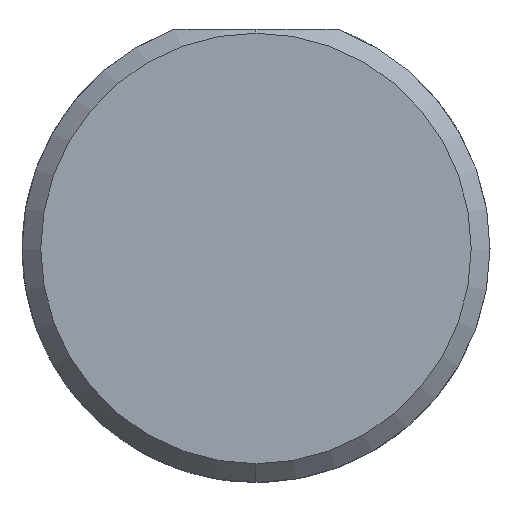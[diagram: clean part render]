
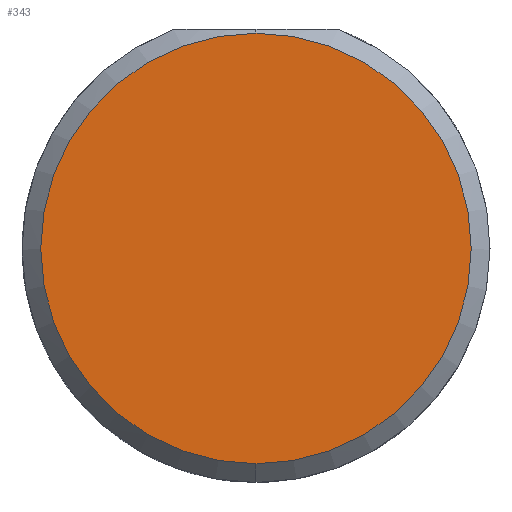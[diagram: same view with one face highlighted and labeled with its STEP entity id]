
A CAD part, left-side view. The second image highlights one B-rep face of the part: STEP entity #343.
In plain terms, the highlighted planar face has unit normal (-1, 0, 0).
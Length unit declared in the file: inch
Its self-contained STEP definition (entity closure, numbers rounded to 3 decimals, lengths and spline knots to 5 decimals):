
#33 = CIRCLE ( 'NONE', #463, 0.17235 ) ;
#66 = DIRECTION ( 'NONE',  ( -1., 0., 0. ) ) ;
#137 = CARTESIAN_POINT ( 'NONE',  ( 0., 0., 0.17235 ) ) ;
#175 = DIRECTION ( 'NONE',  ( 1., 0., 0. ) ) ;
#181 = ORIENTED_EDGE ( 'NONE', *, *, #213, .T. ) ;
#213 = EDGE_CURVE ( 'NONE', #470, #338, #581, .T. ) ;
#230 = ORIENTED_EDGE ( 'NONE', *, *, #296, .T. ) ;
#243 = AXIS2_PLACEMENT_3D ( 'NONE', #607, #175, #333 ) ;
#256 = DIRECTION ( 'NONE',  ( 0., 0., 1. ) ) ;
#265 = CARTESIAN_POINT ( 'NONE',  ( 0., 0., -0.17235 ) ) ;
#296 = EDGE_CURVE ( 'NONE', #338, #470, #33, .T. ) ;
#312 = FACE_OUTER_BOUND ( 'NONE', #575, .T. ) ;
#333 = DIRECTION ( 'NONE',  ( 0., 0., -1. ) ) ;
#338 = VERTEX_POINT ( 'NONE', #265 ) ;
#343 = ADVANCED_FACE ( 'NONE', ( #312 ), #466, .F. ) ;
#356 = DIRECTION ( 'NONE',  ( 0., 0., 1. ) ) ;
#361 = CARTESIAN_POINT ( 'NONE',  ( 0., 0., 0. ) ) ;
#367 = CARTESIAN_POINT ( 'NONE',  ( 0., 0., 0. ) ) ;
#463 = AXIS2_PLACEMENT_3D ( 'NONE', #367, #66, #256 ) ;
#466 = PLANE ( 'NONE',  #243 ) ;
#470 = VERTEX_POINT ( 'NONE', #137 ) ;
#560 = AXIS2_PLACEMENT_3D ( 'NONE', #361, #604, #356 ) ;
#575 = EDGE_LOOP ( 'NONE', ( #230, #181 ) ) ;
#581 = CIRCLE ( 'NONE', #560, 0.17235 ) ;
#604 = DIRECTION ( 'NONE',  ( -1., 0., 0. ) ) ;
#607 = CARTESIAN_POINT ( 'NONE',  ( 0., 0., 0. ) ) ;
